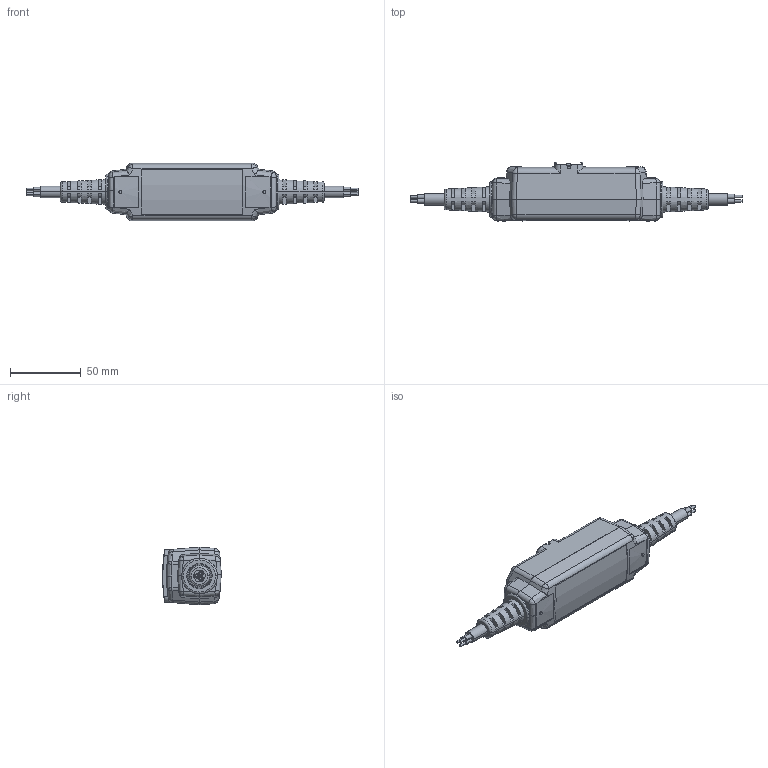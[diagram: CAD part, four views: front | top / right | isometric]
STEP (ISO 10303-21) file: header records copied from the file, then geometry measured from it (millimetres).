
FILE_DESCRIPTION (( 'STEP AP214' ), '1' );
FILE_NAME ('CATSTD-GSCM1-XXX.STEP', '2021-08-11T20:15:17', ( '' ), ( '' ), 'SwSTEP 2.0', 'SolidWorks 2020', '' );
FILE_SCHEMA (( 'AUTOMOTIVE_DESIGN' ));
Length unit declared in the file: inch
Products named in the file (1): CATSTD-GSCM1-XXX
Bounding box: 235.17 x 41.83 x 40.85 mm (x, y, z)
Surface area: 29127.5 mm2 (no closed solid volume)
Topology: 0 solids, 13 shells, 500 faces, 1523 edges, 1046 vertices
Faces by surface type: plane 257, cylinder 121, bspline 72, cone 18, sphere 18, torus 14
Entity records: 27293 total; most frequent: CARTESIAN_POINT 8153, ORIENTED_EDGE 2626, DIRECTION 2409, EDGE_CURVE 1523, VERTEX_POINT 1046, AXIS2_PLACEMENT_3D 889, VECTOR 631, LINE 631
